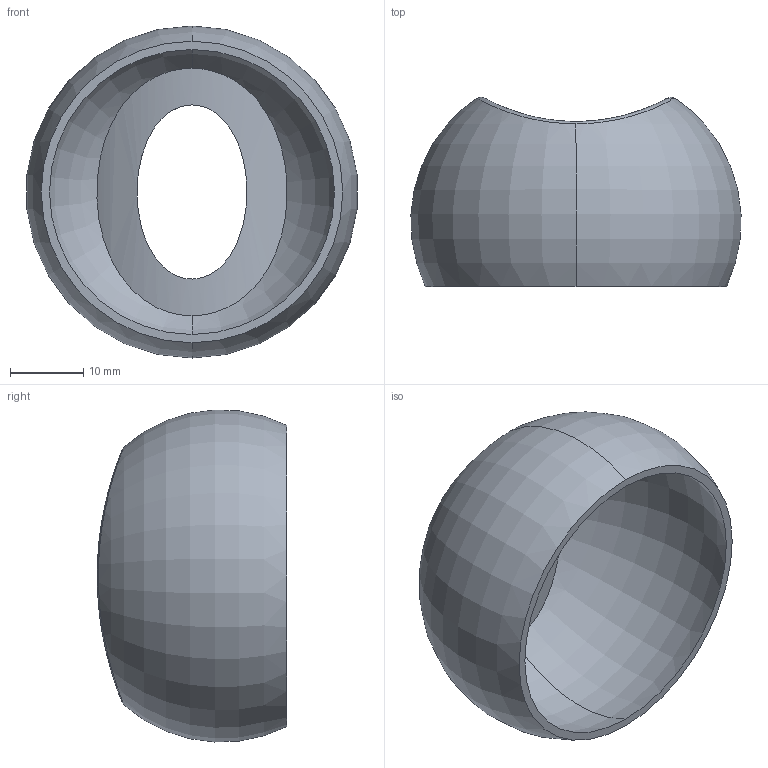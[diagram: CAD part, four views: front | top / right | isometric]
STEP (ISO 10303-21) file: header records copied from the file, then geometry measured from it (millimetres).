
FILE_DESCRIPTION (( 'STEP AP214' ), '1' );
FILE_NAME ('àðò. KRT303.STEP', '2014-07-15T11:48:41', ( '' ), ( '' ), 'SwSTEP 2.0', 'SolidWorks 2014', '' );
FILE_SCHEMA (( 'AUTOMOTIVE_DESIGN' ));
Length unit declared in the file: millimetre
Products named in the file (1): àðò. KRT303
Bounding box: 45.02 x 25.83 x 45.27 mm (x, y, z)
Volume: 3817.7 mm3; surface area: 7841.8 mm2
Topology: 1 solids, 1 shells, 11 faces, 24 edges, 16 vertices
Faces by surface type: bspline 4, torus 4, cylinder 2, plane 1
Entity records: 1168 total; most frequent: CARTESIAN_POINT 912, ORIENTED_EDGE 48, DIRECTION 38, EDGE_CURVE 24, AXIS2_PLACEMENT_3D 18, VERTEX_POINT 16, EDGE_LOOP 14, B_SPLINE_CURVE_WITH_KNOTS 12
